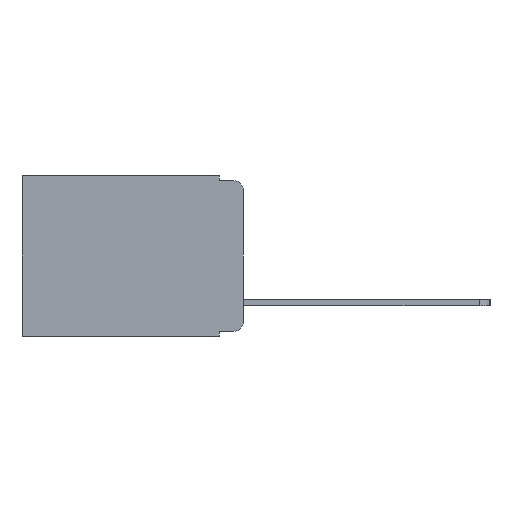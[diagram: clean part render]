
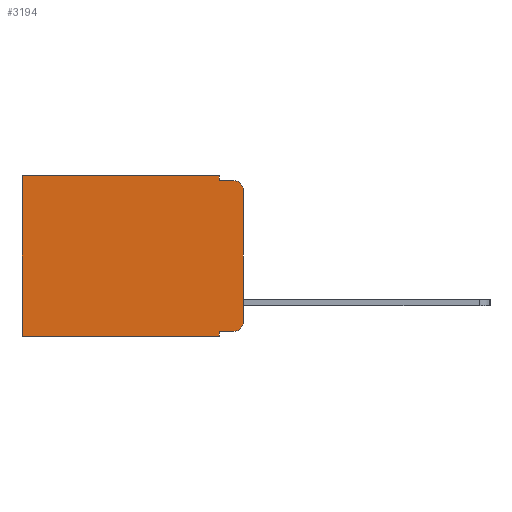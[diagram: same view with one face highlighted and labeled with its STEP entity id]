
A CAD part, left-side view. The second image highlights one B-rep face of the part: STEP entity #3194.
In plain terms, the highlighted planar face has unit normal (-1, 0, 0).
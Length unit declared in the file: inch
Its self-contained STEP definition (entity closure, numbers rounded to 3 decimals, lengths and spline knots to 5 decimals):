
#35 = EDGE_CURVE ( 'NONE', #4891, #12539, #12755, .T. ) ;
#77 = ORIENTED_EDGE ( 'NONE', *, *, #4247, .T. ) ;
#106 = CARTESIAN_POINT ( 'NONE',  ( 0.298, 0.051, -0.01 ) ) ;
#324 = CARTESIAN_POINT ( 'NONE',  ( 0.298, 0.051, -0.333 ) ) ;
#524 = VERTEX_POINT ( 'NONE', #11928 ) ;
#1909 = CARTESIAN_POINT ( 'NONE',  ( 0.298, 0.02, -0.01 ) ) ;
#2074 = DIRECTION ( 'NONE',  ( 0., 0., -1. ) ) ;
#2380 = CARTESIAN_POINT ( 'NONE',  ( 0.298, 0.051, 0. ) ) ;
#2454 = VERTEX_POINT ( 'NONE', #8662 ) ;
#2459 = CARTESIAN_POINT ( 'NONE',  ( 0.298, 0., -0.343 ) ) ;
#2592 = DIRECTION ( 'NONE',  ( 0., 0., -1. ) ) ;
#2654 = CARTESIAN_POINT ( 'NONE',  ( 0.298, 0.051, -0.343 ) ) ;
#3063 = ORIENTED_EDGE ( 'NONE', *, *, #10847, .F. ) ;
#3194 = ADVANCED_FACE ( 'NONE', ( #12459 ), #4190, .F. ) ;
#3207 = EDGE_CURVE ( 'NONE', #524, #3347, #6137, .T. ) ;
#3347 = VERTEX_POINT ( 'NONE', #16968 ) ;
#3818 = ORIENTED_EDGE ( 'NONE', *, *, #3207, .T. ) ;
#3983 = CIRCLE ( 'NONE', #5876, 0.02 ) ;
#4145 = EDGE_CURVE ( 'NONE', #5868, #15676, #3983, .T. ) ;
#4190 = PLANE ( 'NONE',  #4450 ) ;
#4247 = EDGE_CURVE ( 'NONE', #7663, #524, #12413, .T. ) ;
#4340 = CARTESIAN_POINT ( 'NONE',  ( 0.298, 0.02, -0.313 ) ) ;
#4450 = AXIS2_PLACEMENT_3D ( 'NONE', #12707, #10496, #10480 ) ;
#4891 = VERTEX_POINT ( 'NONE', #17279 ) ;
#5037 = DIRECTION ( 'NONE',  ( -1., 0., 0. ) ) ;
#5139 = CARTESIAN_POINT ( 'NONE',  ( 0.298, 0.051, 0. ) ) ;
#5270 = DIRECTION ( 'NONE',  ( 0., 1., 0. ) ) ;
#5397 = EDGE_CURVE ( 'NONE', #11716, #2454, #9753, .T. ) ;
#5439 = DIRECTION ( 'NONE',  ( 0., 0., -1. ) ) ;
#5467 = AXIS2_PLACEMENT_3D ( 'NONE', #4340, #5037, #16481 ) ;
#5514 = LINE ( 'NONE', #106, #12324 ) ;
#5692 = ORIENTED_EDGE ( 'NONE', *, *, #5397, .F. ) ;
#5868 = VERTEX_POINT ( 'NONE', #14468 ) ;
#5876 = AXIS2_PLACEMENT_3D ( 'NONE', #12535, #12664, #2592 ) ;
#6137 = CIRCLE ( 'NONE', #5467, 0.02 ) ;
#6145 = EDGE_CURVE ( 'NONE', #5868, #3347, #6394, .T. ) ;
#6147 = ORIENTED_EDGE ( 'NONE', *, *, #9990, .T. ) ;
#6263 = EDGE_CURVE ( 'NONE', #7663, #11716, #7504, .T. ) ;
#6394 = LINE ( 'NONE', #9091, #16822 ) ;
#6666 = VECTOR ( 'NONE', #5439, 39.37008 ) ;
#7504 = LINE ( 'NONE', #5139, #11055 ) ;
#7663 = VERTEX_POINT ( 'NONE', #10920 ) ;
#7941 = ORIENTED_EDGE ( 'NONE', *, *, #6145, .F. ) ;
#8662 = CARTESIAN_POINT ( 'NONE',  ( 0.298, 0.473, -0.343 ) ) ;
#9091 = CARTESIAN_POINT ( 'NONE',  ( 0.298, 0., 0. ) ) ;
#9686 = DIRECTION ( 'NONE',  ( 0., 0., -1. ) ) ;
#9753 = LINE ( 'NONE', #2459, #15715 ) ;
#9990 = EDGE_CURVE ( 'NONE', #12539, #2454, #10934, .T. ) ;
#9998 = CARTESIAN_POINT ( 'NONE',  ( 0.298, 0.473, 0. ) ) ;
#10199 = CARTESIAN_POINT ( 'NONE',  ( 0.298, 0., 0. ) ) ;
#10312 = LINE ( 'NONE', #2380, #6666 ) ;
#10480 = DIRECTION ( 'NONE',  ( 0., 0., -1. ) ) ;
#10496 = DIRECTION ( 'NONE',  ( 1., 0., 0. ) ) ;
#10847 = EDGE_CURVE ( 'NONE', #4891, #12215, #10312, .T. ) ;
#10920 = CARTESIAN_POINT ( 'NONE',  ( 0.298, 0.051, -0.333 ) ) ;
#10934 = LINE ( 'NONE', #14749, #13934 ) ;
#11055 = VECTOR ( 'NONE', #2074, 39.37008 ) ;
#11669 = ORIENTED_EDGE ( 'NONE', *, *, #6263, .F. ) ;
#11716 = VERTEX_POINT ( 'NONE', #2654 ) ;
#11928 = CARTESIAN_POINT ( 'NONE',  ( 0.298, 0.02, -0.333 ) ) ;
#11950 = VECTOR ( 'NONE', #13470, 39.37008 ) ;
#12215 = VERTEX_POINT ( 'NONE', #14614 ) ;
#12324 = VECTOR ( 'NONE', #16829, 39.37008 ) ;
#12413 = LINE ( 'NONE', #324, #12807 ) ;
#12459 = FACE_OUTER_BOUND ( 'NONE', #15165, .T. ) ;
#12535 = CARTESIAN_POINT ( 'NONE',  ( 0.298, 0.02, -0.03 ) ) ;
#12539 = VERTEX_POINT ( 'NONE', #9998 ) ;
#12664 = DIRECTION ( 'NONE',  ( -1., 0., 0. ) ) ;
#12707 = CARTESIAN_POINT ( 'NONE',  ( 0.298, 0., 0. ) ) ;
#12755 = LINE ( 'NONE', #10199, #11950 ) ;
#12807 = VECTOR ( 'NONE', #13028, 39.37008 ) ;
#13028 = DIRECTION ( 'NONE',  ( 0., -1., 0. ) ) ;
#13470 = DIRECTION ( 'NONE',  ( 0., 1., 0. ) ) ;
#13934 = VECTOR ( 'NONE', #9686, 39.37008 ) ;
#14058 = ORIENTED_EDGE ( 'NONE', *, *, #14483, .F. ) ;
#14220 = DIRECTION ( 'NONE',  ( 0., 0., -1. ) ) ;
#14468 = CARTESIAN_POINT ( 'NONE',  ( 0.298, 0., -0.03 ) ) ;
#14483 = EDGE_CURVE ( 'NONE', #12215, #15676, #5514, .T. ) ;
#14614 = CARTESIAN_POINT ( 'NONE',  ( 0.298, 0.051, -0.01 ) ) ;
#14749 = CARTESIAN_POINT ( 'NONE',  ( 0.298, 0.473, 0. ) ) ;
#15165 = EDGE_LOOP ( 'NONE', ( #7941, #17814, #14058, #3063, #16635, #6147, #5692, #11669, #77, #3818 ) ) ;
#15676 = VERTEX_POINT ( 'NONE', #1909 ) ;
#15715 = VECTOR ( 'NONE', #5270, 39.37008 ) ;
#16481 = DIRECTION ( 'NONE',  ( 0., 0., -1. ) ) ;
#16635 = ORIENTED_EDGE ( 'NONE', *, *, #35, .T. ) ;
#16822 = VECTOR ( 'NONE', #14220, 39.37008 ) ;
#16829 = DIRECTION ( 'NONE',  ( 0., -1., 0. ) ) ;
#16968 = CARTESIAN_POINT ( 'NONE',  ( 0.298, 0., -0.313 ) ) ;
#17279 = CARTESIAN_POINT ( 'NONE',  ( 0.298, 0.051, 0. ) ) ;
#17814 = ORIENTED_EDGE ( 'NONE', *, *, #4145, .T. ) ;
